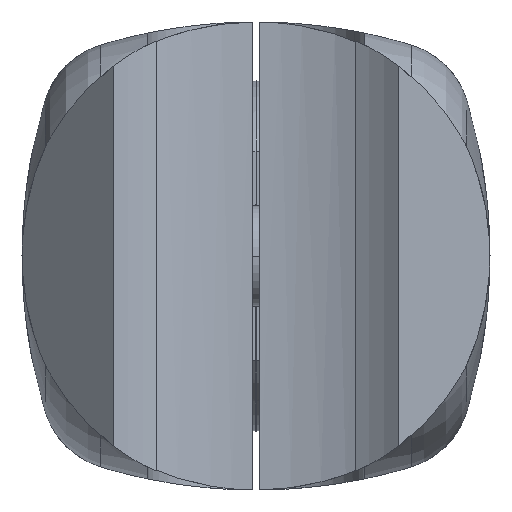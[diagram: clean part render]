
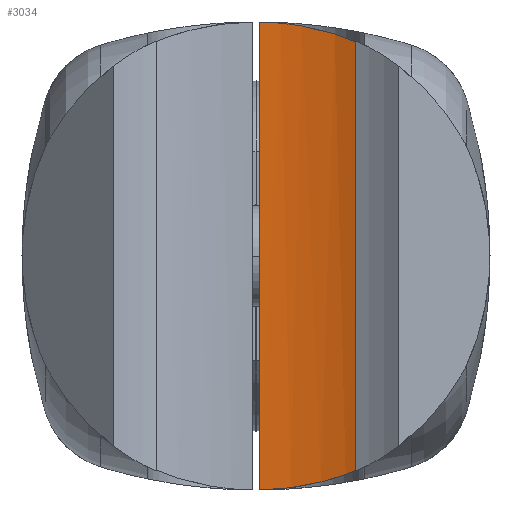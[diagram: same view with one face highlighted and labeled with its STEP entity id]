
A CAD part, front view. The second image highlights one B-rep face of the part: STEP entity #3034.
In plain terms, the highlighted cylindrical face has radius 16 mm (diameter 32 mm), a partial arc.
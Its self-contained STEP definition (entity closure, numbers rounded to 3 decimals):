
#162=B_SPLINE_CURVE_WITH_KNOTS('',3,(#4826,#4827,#4828,#4829,#4830,#4831,
#4832,#4833,#4834,#4835),.UNSPECIFIED.,.F.,.F.,(4,1,1,1,1,1,1,4),(0.,0.963,
1.938,2.911,3.867,4.819,5.831,
6.973),.UNSPECIFIED.);
#166=B_SPLINE_CURVE_WITH_KNOTS('',3,(#4916,#4917,#4918,#4919,#4920,#4921,
#4922,#4923,#4924,#4925),.UNSPECIFIED.,.F.,.F.,(4,1,1,1,1,1,1,4),(0.,1.141,
2.152,3.105,4.061,5.034,6.01,
6.973),.UNSPECIFIED.);
#326=FACE_OUTER_BOUND('',#520,.T.);
#520=EDGE_LOOP('',(#2302,#2303,#2304,#2305));
#882=LINE('',#4910,#1090);
#883=LINE('',#4926,#1091);
#1090=VECTOR('',#3840,27.997);
#1091=VECTOR('',#3847,25.013);
#1311=VERTEX_POINT('',#4813);
#1314=VERTEX_POINT('',#4825);
#1322=VERTEX_POINT('',#4869);
#1336=VERTEX_POINT('',#4908);
#1658=EDGE_CURVE('',#1311,#1314,#162,.T.);
#1689=EDGE_CURVE('',#1336,#1314,#882,.T.);
#1692=EDGE_CURVE('',#1336,#1322,#166,.T.);
#1693=EDGE_CURVE('',#1311,#1322,#883,.T.);
#2302=ORIENTED_EDGE('',*,*,#1692,.T.);
#2303=ORIENTED_EDGE('',*,*,#1693,.F.);
#2304=ORIENTED_EDGE('',*,*,#1658,.T.);
#2305=ORIENTED_EDGE('',*,*,#1689,.F.);
#2931=CYLINDRICAL_SURFACE('',#3300,16.);
#3034=ADVANCED_FACE('',(#326),#2931,.F.);
#3300=AXIS2_PLACEMENT_3D('',#4915,#3845,#3846);
#3840=DIRECTION('',(0.,0.,1.));
#3845=DIRECTION('center_axis',(0.,0.,1.));
#3846=DIRECTION('ref_axis',(1.,0.,0.));
#3847=DIRECTION('',(0.,0.,-1.));
#4813=CARTESIAN_POINT('',(6.75,-81.134,12.506));
#4825=CARTESIAN_POINT('',(0.2,-79.641,13.999));
#4826=CARTESIAN_POINT('Ctrl Pts',(6.75,-81.134,12.506));
#4827=CARTESIAN_POINT('Ctrl Pts',(6.482,-81.009,12.631));
#4828=CARTESIAN_POINT('Ctrl Pts',(5.93,-80.77,12.87));
#4829=CARTESIAN_POINT('Ctrl Pts',(5.068,-80.454,13.186));
#4830=CARTESIAN_POINT('Ctrl Pts',(4.177,-80.185,13.455));
#4831=CARTESIAN_POINT('Ctrl Pts',(3.266,-79.968,13.672));
#4832=CARTESIAN_POINT('Ctrl Pts',(2.321,-79.799,13.841));
#4833=CARTESIAN_POINT('Ctrl Pts',(1.298,-79.681,13.959));
#4834=CARTESIAN_POINT('Ctrl Pts',(0.581,-79.646,13.994));
#4835=CARTESIAN_POINT('Ctrl Pts',(0.2,-79.641,13.999));
#4869=CARTESIAN_POINT('',(6.75,-81.134,-12.506));
#4908=CARTESIAN_POINT('',(0.2,-79.641,-13.999));
#4910=CARTESIAN_POINT('',(0.2,-79.641,-13.999));
#4915=CARTESIAN_POINT('Origin',(0.,-95.64,-17.));
#4916=CARTESIAN_POINT('Ctrl Pts',(0.2,-79.641,-13.999));
#4917=CARTESIAN_POINT('Ctrl Pts',(0.58,-79.646,-13.994));
#4918=CARTESIAN_POINT('Ctrl Pts',(1.298,-79.681,-13.959));
#4919=CARTESIAN_POINT('Ctrl Pts',(2.32,-79.799,-13.841));
#4920=CARTESIAN_POINT('Ctrl Pts',(3.265,-79.967,-13.673));
#4921=CARTESIAN_POINT('Ctrl Pts',(4.176,-80.185,-13.455));
#4922=CARTESIAN_POINT('Ctrl Pts',(5.067,-80.454,-13.186));
#4923=CARTESIAN_POINT('Ctrl Pts',(5.93,-80.77,-12.87));
#4924=CARTESIAN_POINT('Ctrl Pts',(6.482,-81.009,-12.631));
#4925=CARTESIAN_POINT('Ctrl Pts',(6.75,-81.134,-12.506));
#4926=CARTESIAN_POINT('',(6.75,-81.134,12.506));
